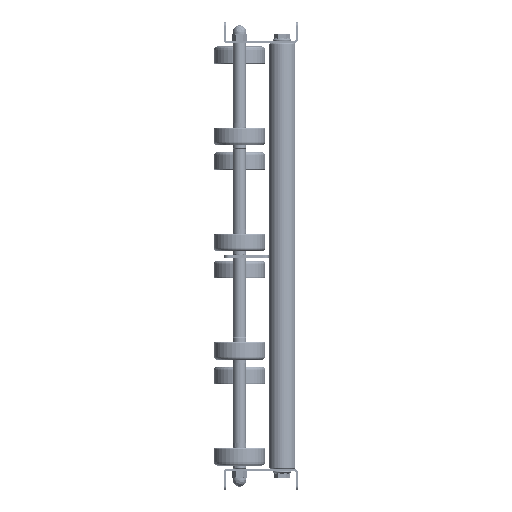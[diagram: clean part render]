
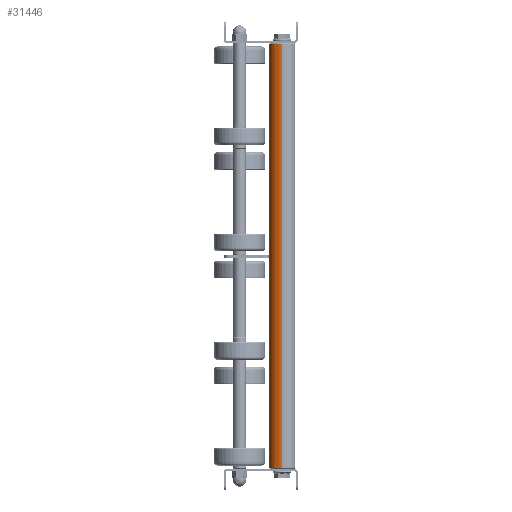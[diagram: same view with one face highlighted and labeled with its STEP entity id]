
A CAD part, left-side view. The second image highlights one B-rep face of the part: STEP entity #31446.
In plain terms, the highlighted cylindrical face has radius 12.5 mm (diameter 25 mm), a partial arc.
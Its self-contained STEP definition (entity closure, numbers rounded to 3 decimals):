
#475 = AXIS2_PLACEMENT_3D ( 'NONE', #21897, #9592, #13962 ) ;
#3312 = CARTESIAN_POINT ( 'NONE',  ( 400., 0., 0. ) ) ;
#4439 = VERTEX_POINT ( 'NONE', #7917 ) ;
#4684 = EDGE_LOOP ( 'NONE', ( #31567, #37764, #16988, #50439 ) ) ;
#6210 = LINE ( 'NONE', #22616, #39544 ) ;
#7917 = CARTESIAN_POINT ( 'NONE',  ( 399., 0., 12.5 ) ) ;
#7981 = DIRECTION ( 'NONE',  ( 0., 0., 1. ) ) ;
#8498 = VERTEX_POINT ( 'NONE', #23542 ) ;
#9436 = EDGE_CURVE ( 'NONE', #8498, #37904, #31905, .T. ) ;
#9592 = DIRECTION ( 'NONE',  ( -1., 0., 0. ) ) ;
#10179 = CARTESIAN_POINT ( 'NONE',  ( 1., 0., 0. ) ) ;
#13962 = DIRECTION ( 'NONE',  ( 0., 0., -1. ) ) ;
#15923 = DIRECTION ( 'NONE',  ( -1., 0., 0. ) ) ;
#16988 = ORIENTED_EDGE ( 'NONE', *, *, #9436, .T. ) ;
#19035 = VECTOR ( 'NONE', #15923, 1000. ) ;
#20534 = AXIS2_PLACEMENT_3D ( 'NONE', #10179, #27939, #27138 ) ;
#21110 = CYLINDRICAL_SURFACE ( 'NONE', #52205, 12.5 ) ;
#21736 = EDGE_CURVE ( 'NONE', #4439, #37904, #32341, .T. ) ;
#21897 = CARTESIAN_POINT ( 'NONE',  ( 399., 0., 0. ) ) ;
#22616 = CARTESIAN_POINT ( 'NONE',  ( 400., 0., -12.5 ) ) ;
#23542 = CARTESIAN_POINT ( 'NONE',  ( 1., 0., -12.5 ) ) ;
#27138 = DIRECTION ( 'NONE',  ( 0., 0., -1. ) ) ;
#27871 = EDGE_CURVE ( 'NONE', #30292, #8498, #6210, .T. ) ;
#27939 = DIRECTION ( 'NONE',  ( 1., 0., 0. ) ) ;
#28224 = CARTESIAN_POINT ( 'NONE',  ( 400., 0., 12.5 ) ) ;
#28527 = DIRECTION ( 'NONE',  ( -1., 0., 0. ) ) ;
#30097 = EDGE_CURVE ( 'NONE', #4439, #30292, #43288, .T. ) ;
#30292 = VERTEX_POINT ( 'NONE', #52523 ) ;
#31446 = ADVANCED_FACE ( 'NONE', ( #53967 ), #21110, .T. ) ;
#31567 = ORIENTED_EDGE ( 'NONE', *, *, #30097, .T. ) ;
#31905 = CIRCLE ( 'NONE', #20534, 12.5 ) ;
#32341 = LINE ( 'NONE', #28224, #19035 ) ;
#37764 = ORIENTED_EDGE ( 'NONE', *, *, #27871, .T. ) ;
#37904 = VERTEX_POINT ( 'NONE', #42427 ) ;
#39312 = DIRECTION ( 'NONE',  ( -1., 0., 0. ) ) ;
#39544 = VECTOR ( 'NONE', #39312, 1000. ) ;
#42427 = CARTESIAN_POINT ( 'NONE',  ( 1., 0., 12.5 ) ) ;
#43288 = CIRCLE ( 'NONE', #475, 12.5 ) ;
#50439 = ORIENTED_EDGE ( 'NONE', *, *, #21736, .F. ) ;
#52205 = AXIS2_PLACEMENT_3D ( 'NONE', #3312, #28527, #7981 ) ;
#52523 = CARTESIAN_POINT ( 'NONE',  ( 399., 0., -12.5 ) ) ;
#53967 = FACE_OUTER_BOUND ( 'NONE', #4684, .T. ) ;
